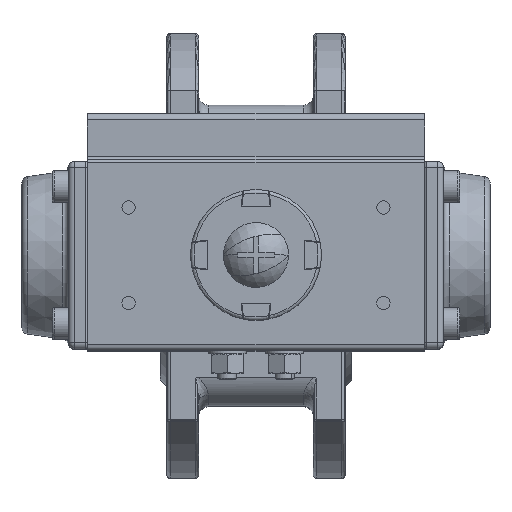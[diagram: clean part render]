
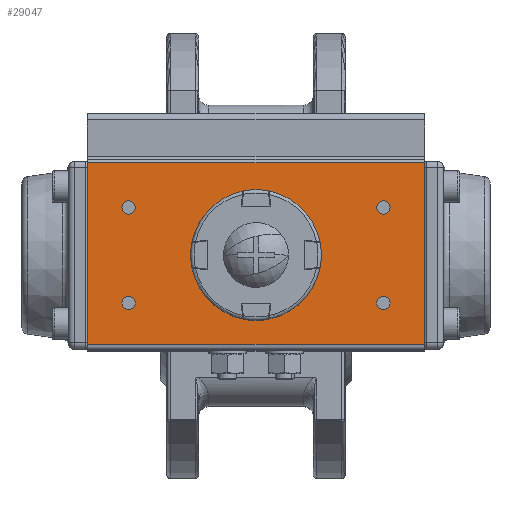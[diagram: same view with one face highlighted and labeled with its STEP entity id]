
A CAD part, top view. The second image highlights one B-rep face of the part: STEP entity #29047.
In plain terms, the highlighted planar face has unit normal (0, 0, 1).
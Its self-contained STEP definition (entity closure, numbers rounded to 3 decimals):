
#28908=CARTESIAN_POINT('',(53.,-28.,144.));
#28909=DIRECTION('',(0.,0.,-1.));
#28910=DIRECTION('',(-1.,-0.,-0.));
#28911=AXIS2_PLACEMENT_3D('',#28908,#28909,#28910);
#28912=PLANE('',#28911);
#28913=CARTESIAN_POINT('',(-37.9,-15.,144.));
#28914=VERTEX_POINT('',#28913);
#28915=CARTESIAN_POINT('',(-42.1,-15.,144.));
#28916=VERTEX_POINT('',#28915);
#28917=CARTESIAN_POINT('',(-40.,-15.,144.));
#28918=DIRECTION('',(-0.,-0.,1.));
#28919=DIRECTION('',(1.,0.,0.));
#28920=AXIS2_PLACEMENT_3D('',#28917,#28918,#28919);
#28921=CIRCLE('',#28920,2.1);
#28922=EDGE_CURVE('NONE',#28914,#28916,#28921,.T.);
#28923=ORIENTED_EDGE('',*,*,#28922,.F.);
#28924=CARTESIAN_POINT('',(-40.,-15.,144.));
#28925=DIRECTION('',(-0.,-0.,1.));
#28926=DIRECTION('',(1.,0.,0.));
#28927=AXIS2_PLACEMENT_3D('',#28924,#28925,#28926);
#28928=CIRCLE('',#28927,2.1);
#28929=EDGE_CURVE('NONE',#28916,#28914,#28928,.T.);
#28930=ORIENTED_EDGE('',*,*,#28929,.F.);
#28931=EDGE_LOOP('',(#28923,#28930));
#28932=FACE_BOUND('',#28931,.T.);
#28933=CARTESIAN_POINT('',(-37.9,15.,144.));
#28934=VERTEX_POINT('',#28933);
#28935=CARTESIAN_POINT('',(-42.1,15.,144.));
#28936=VERTEX_POINT('',#28935);
#28937=CARTESIAN_POINT('',(-40.,15.,144.));
#28938=DIRECTION('',(-0.,-0.,1.));
#28939=DIRECTION('',(1.,0.,0.));
#28940=AXIS2_PLACEMENT_3D('',#28937,#28938,#28939);
#28941=CIRCLE('',#28940,2.1);
#28942=EDGE_CURVE('NONE',#28934,#28936,#28941,.T.);
#28943=ORIENTED_EDGE('',*,*,#28942,.F.);
#28944=CARTESIAN_POINT('',(-40.,15.,144.));
#28945=DIRECTION('',(-0.,-0.,1.));
#28946=DIRECTION('',(1.,0.,0.));
#28947=AXIS2_PLACEMENT_3D('',#28944,#28945,#28946);
#28948=CIRCLE('',#28947,2.1);
#28949=EDGE_CURVE('NONE',#28936,#28934,#28948,.T.);
#28950=ORIENTED_EDGE('',*,*,#28949,.F.);
#28951=EDGE_LOOP('',(#28943,#28950));
#28952=FACE_BOUND('',#28951,.T.);
#28953=CARTESIAN_POINT('',(42.1,15.,144.));
#28954=VERTEX_POINT('',#28953);
#28955=CARTESIAN_POINT('',(37.9,15.,144.));
#28956=VERTEX_POINT('',#28955);
#28957=CARTESIAN_POINT('',(40.,15.,144.));
#28958=DIRECTION('',(-0.,-0.,1.));
#28959=DIRECTION('',(1.,0.,0.));
#28960=AXIS2_PLACEMENT_3D('',#28957,#28958,#28959);
#28961=CIRCLE('',#28960,2.1);
#28962=EDGE_CURVE('NONE',#28954,#28956,#28961,.T.);
#28963=ORIENTED_EDGE('',*,*,#28962,.F.);
#28964=CARTESIAN_POINT('',(40.,15.,144.));
#28965=DIRECTION('',(-0.,-0.,1.));
#28966=DIRECTION('',(1.,0.,0.));
#28967=AXIS2_PLACEMENT_3D('',#28964,#28965,#28966);
#28968=CIRCLE('',#28967,2.1);
#28969=EDGE_CURVE('NONE',#28956,#28954,#28968,.T.);
#28970=ORIENTED_EDGE('',*,*,#28969,.F.);
#28971=EDGE_LOOP('',(#28963,#28970));
#28972=FACE_BOUND('',#28971,.T.);
#28973=CARTESIAN_POINT('',(42.1,-15.,144.));
#28974=VERTEX_POINT('',#28973);
#28975=CARTESIAN_POINT('',(37.9,-15.,144.));
#28976=VERTEX_POINT('',#28975);
#28977=CARTESIAN_POINT('',(40.,-15.,144.));
#28978=DIRECTION('',(-0.,-0.,1.));
#28979=DIRECTION('',(1.,0.,0.));
#28980=AXIS2_PLACEMENT_3D('',#28977,#28978,#28979);
#28981=CIRCLE('',#28980,2.1);
#28982=EDGE_CURVE('NONE',#28974,#28976,#28981,.T.);
#28983=ORIENTED_EDGE('',*,*,#28982,.F.);
#28984=CARTESIAN_POINT('',(40.,-15.,144.));
#28985=DIRECTION('',(-0.,-0.,1.));
#28986=DIRECTION('',(1.,0.,0.));
#28987=AXIS2_PLACEMENT_3D('',#28984,#28985,#28986);
#28988=CIRCLE('',#28987,2.1);
#28989=EDGE_CURVE('NONE',#28976,#28974,#28988,.T.);
#28990=ORIENTED_EDGE('',*,*,#28989,.F.);
#28991=EDGE_LOOP('',(#28983,#28990));
#28992=FACE_BOUND('',#28991,.T.);
#28993=CARTESIAN_POINT('',(52.786,29.,144.));
#28994=VERTEX_POINT('',#28993);
#28995=CARTESIAN_POINT('',(-52.786,29.,144.));
#28996=VERTEX_POINT('',#28995);
#28997=CARTESIAN_POINT('',(52.786,29.,144.));
#28998=DIRECTION('',(-1.,-0.,-0.));
#28999=VECTOR('',#28998,105.573);
#29000=LINE('',#28997,#28999);
#29001=EDGE_CURVE('',#28994,#28996,#29000,.T.);
#29002=ORIENTED_EDGE('',*,*,#29001,.T.);
#29003=CARTESIAN_POINT('',(-52.786,-28.,144.));
#29004=VERTEX_POINT('',#29003);
#29005=CARTESIAN_POINT('',(-52.786,29.,144.));
#29006=DIRECTION('',(0.,-1.,0.));
#29007=VECTOR('',#29006,57.);
#29008=LINE('',#29005,#29007);
#29009=EDGE_CURVE('',#28996,#29004,#29008,.T.);
#29010=ORIENTED_EDGE('',*,*,#29009,.T.);
#29011=CARTESIAN_POINT('',(52.786,-28.,144.));
#29012=VERTEX_POINT('',#29011);
#29013=CARTESIAN_POINT('',(52.786,-28.,144.));
#29014=DIRECTION('',(-1.,-0.,-0.));
#29015=VECTOR('',#29014,105.573);
#29016=LINE('',#29013,#29015);
#29017=EDGE_CURVE('',#29012,#29004,#29016,.T.);
#29018=ORIENTED_EDGE('',*,*,#29017,.F.);
#29019=CARTESIAN_POINT('',(52.786,-28.,144.));
#29020=DIRECTION('',(-0.,1.,-0.));
#29021=VECTOR('',#29020,57.);
#29022=LINE('',#29019,#29021);
#29023=EDGE_CURVE('',#29012,#28994,#29022,.T.);
#29024=ORIENTED_EDGE('',*,*,#29023,.T.);
#29025=EDGE_LOOP('',(#29002,#29010,#29018,#29024));
#29026=FACE_BOUND('',#29025,.T.);
#29027=CARTESIAN_POINT('',(7.,0.,144.));
#29028=VERTEX_POINT('',#29027);
#29029=CARTESIAN_POINT('',(-7.,0.,144.));
#29030=VERTEX_POINT('',#29029);
#29031=CARTESIAN_POINT('',(0.,0.,144.));
#29032=DIRECTION('',(0.,0.,-1.));
#29033=DIRECTION('',(1.,0.,0.));
#29034=AXIS2_PLACEMENT_3D('',#29031,#29032,#29033);
#29035=CIRCLE('',#29034,7.);
#29036=EDGE_CURVE('',#29028,#29030,#29035,.T.);
#29037=ORIENTED_EDGE('',*,*,#29036,.T.);
#29038=CARTESIAN_POINT('',(0.,0.,144.));
#29039=DIRECTION('',(0.,0.,-1.));
#29040=DIRECTION('',(1.,0.,0.));
#29041=AXIS2_PLACEMENT_3D('',#29038,#29039,#29040);
#29042=CIRCLE('',#29041,7.);
#29043=EDGE_CURVE('',#29030,#29028,#29042,.T.);
#29044=ORIENTED_EDGE('',*,*,#29043,.T.);
#29045=EDGE_LOOP('',(#29037,#29044));
#29046=FACE_BOUND('',#29045,.T.);
#29047=ADVANCED_FACE('',(#28932,#28952,#28972,#28992,#29026,#29046),#28912,.F.);
